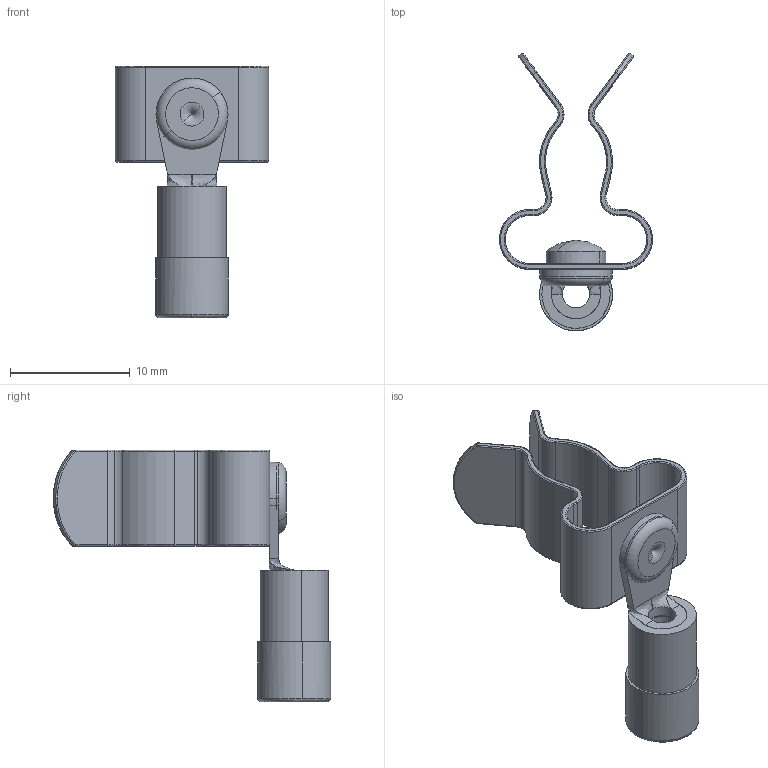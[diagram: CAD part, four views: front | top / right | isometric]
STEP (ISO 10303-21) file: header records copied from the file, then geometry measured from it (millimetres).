
FILE_DESCRIPTION (( 'STEP AP214' ), '1' );
FILE_NAME ('1016-023.STEP', '2024-09-12T12:11:46', ( '' ), ( '' ), 'SwSTEP 2.0', 'SolidWorks 2022', '' );
FILE_SCHEMA (( 'AUTOMOTIVE_DESIGN' ));
Length unit declared in the file: millimetre
Products named in the file (4): 1010-003; 1016-023; 3x1,5_1mm Blechstärke; 8010-017
Assembly tree (3 placements, depth 2):
  1016-023
    8010-017
    3x1,5_1mm Blechstärke
    1010-003
Bounding box: 12.8 x 23.16 x 21 mm (x, y, z)
Volume: 480.5 mm3; surface area: 1594.5 mm2
Topology: 4 solids, 4 shells, 297 faces, 710 edges, 430 vertices
Faces by surface type: bspline 115, cylinder 88, plane 83, torus 6, cone 3, sphere 2
Entity records: 13372 total; most frequent: CARTESIAN_POINT 5245, ORIENTED_EDGE 1400, DIRECTION 1157, EDGE_CURVE 700, AXIS2_PLACEMENT_3D 431, VERTEX_POINT 430, EDGE_LOOP 324, FACE_OUTER_BOUND 297
